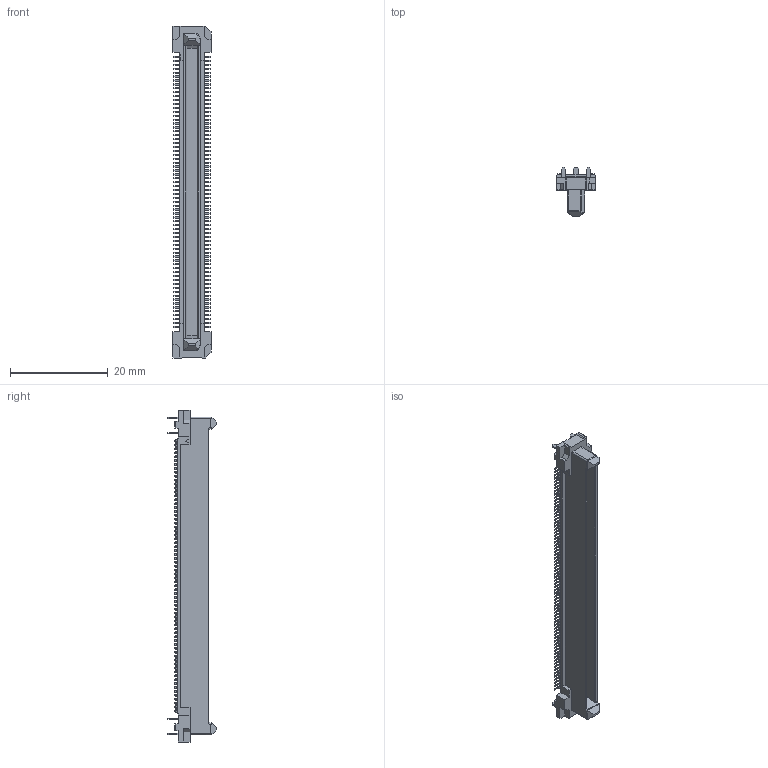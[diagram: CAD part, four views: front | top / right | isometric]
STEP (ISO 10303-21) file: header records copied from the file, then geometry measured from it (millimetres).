
FILE_DESCRIPTION(('CoCreate Modeling STEP Export'),'2;1');
FILE_NAME('FX18-140P-0.8SV.stp','2012-09-14T10:30:59',(''),(''),'CoCreate Modeling STEP processor for AP214 (Solid Model)','CoCreate Modeling 17.0 01-Apr-2010 (C) Parametric Technology GmbH','');
FILE_SCHEMA(('AUTOMOTIVE_DESIGN { 1 0 10303 214 1 1 1 1 }'));
Products named in the file (1): FX18-140P-0.8SV
Bounding box: 7.8 x 10 x 67.9 mm (x, y, z)
Volume: 1156.3 mm3; surface area: 2678.6 mm2
Topology: 1 solids, 1 shells, 3111 faces, 8883 edges, 5914 vertices
Faces by surface type: plane 1955, cylinder 1152, sphere 4
Entity records: 107619 total; most frequent: CARTESIAN_POINT 24617, ORIENTED_EDGE 17758, DIRECTION 16839, EDGE_CURVE 8879, VECTOR 6567, LINE 6567, VERTEX_POINT 5914, AXIS2_PLACEMENT_3D 5136
